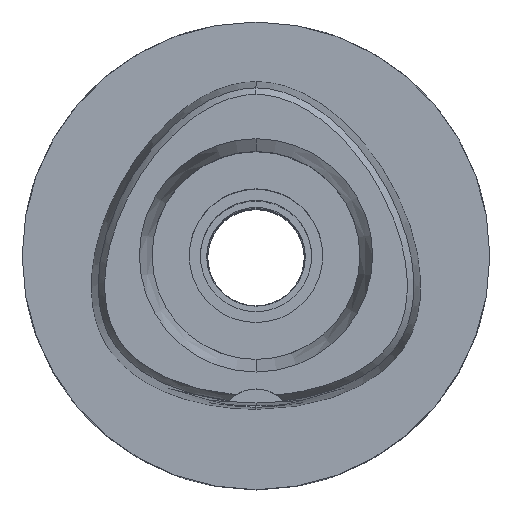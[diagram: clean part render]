
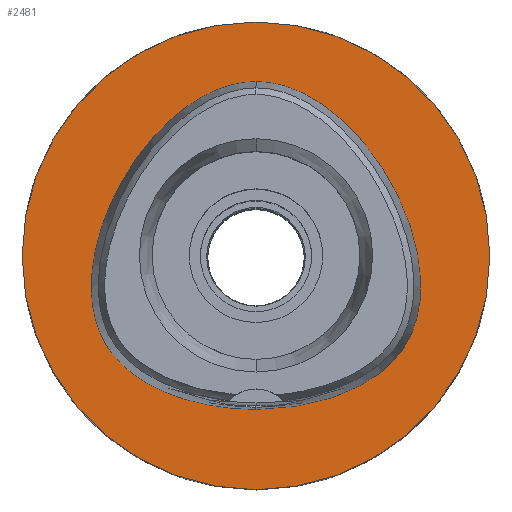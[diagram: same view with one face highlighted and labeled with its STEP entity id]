
A CAD part, top view. The second image highlights one B-rep face of the part: STEP entity #2481.
In plain terms, the highlighted planar face has unit normal (0, 0, 1).
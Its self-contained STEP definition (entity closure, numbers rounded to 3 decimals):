
#303=CARTESIAN_POINT('',(0.,0.,0.));
#304=DIRECTION('',(0.,0.,-1.));
#305=DIRECTION('',(0.,-1.,0.));
#306=AXIS2_PLACEMENT_3D('',#303,#304,#305);
#311=CARTESIAN_POINT('',(0.,0.,0.));
#312=DIRECTION('',(0.,0.,-1.));
#313=DIRECTION('',(0.,1.,0.));
#314=AXIS2_PLACEMENT_3D('',#311,#312,#313);
#319=CARTESIAN_POINT('',(0.,-20.675,0.));
#320=CARTESIAN_POINT('',(0.97,-20.675,0.));
#321=CARTESIAN_POINT('',(2.869,-20.597,
0.));
#322=CARTESIAN_POINT('',(5.629,-20.259,0.));
#323=CARTESIAN_POINT('',(8.213,-19.725,0.));
#324=CARTESIAN_POINT('',(10.557,-19.03,0.));
#325=CARTESIAN_POINT('',(12.628,-18.214,0.));
#326=CARTESIAN_POINT('',(14.428,-17.313,0.));
#327=CARTESIAN_POINT('',(15.98,-16.348,0.));
#328=CARTESIAN_POINT('',(17.294,-15.344,0.));
#329=CARTESIAN_POINT('',(18.408,-14.304,0.));
#330=CARTESIAN_POINT('',(19.342,-13.236,0.));
#331=CARTESIAN_POINT('',(20.127,-12.124,0.));
#332=CARTESIAN_POINT('',(20.777,-10.944,0.));
#333=CARTESIAN_POINT('',(21.305,-9.681,0.));
#334=CARTESIAN_POINT('',(21.724,-8.295,0.));
#335=CARTESIAN_POINT('',(22.023,-6.764,0.));
#336=CARTESIAN_POINT('',(22.187,-5.054,0.));
#337=CARTESIAN_POINT('',(22.188,-3.166,0.));
#338=CARTESIAN_POINT('',(21.999,-1.085,0.));
#339=CARTESIAN_POINT('',(21.588,1.184,0.));
#340=CARTESIAN_POINT('',(20.93,3.612,0.));
#341=CARTESIAN_POINT('',(20.006,6.153,0.));
#342=CARTESIAN_POINT('',(18.824,8.726,0.));
#343=CARTESIAN_POINT('',(17.412,11.239,0.));
#344=CARTESIAN_POINT('',(15.816,13.607,0.));
#345=CARTESIAN_POINT('',(14.103,15.748,0.));
#346=CARTESIAN_POINT('',(12.333,17.618,0.));
#347=CARTESIAN_POINT('',(10.568,19.191,0.));
#348=CARTESIAN_POINT('',(8.845,20.474,0.));
#349=CARTESIAN_POINT('',(7.189,21.49,0.));
#350=CARTESIAN_POINT('',(5.61,22.265,0.));
#351=CARTESIAN_POINT('',(4.105,22.832,0.));
#352=CARTESIAN_POINT('',(2.672,23.212,0.));
#353=CARTESIAN_POINT('',(1.306,23.429,
0.));
#354=CARTESIAN_POINT('',(0.429,23.475,
0.));
#355=CARTESIAN_POINT('',(0.,23.475,
0.));
#360=CARTESIAN_POINT('',(0.,23.475,
0.));
#361=CARTESIAN_POINT('',(-0.43,23.475,
0.));
#362=CARTESIAN_POINT('',(-1.308,23.429,
0.));
#363=CARTESIAN_POINT('',(-2.676,23.212,0.));
#364=CARTESIAN_POINT('',(-4.11,22.83,0.));
#365=CARTESIAN_POINT('',(-5.617,22.262,0.));
#366=CARTESIAN_POINT('',(-7.199,21.484,0.));
#367=CARTESIAN_POINT('',(-8.858,20.466,0.));
#368=CARTESIAN_POINT('',(-10.584,19.178,0.));
#369=CARTESIAN_POINT('',(-12.351,17.6,0.));
#370=CARTESIAN_POINT('',(-14.123,15.724,0.));
#371=CARTESIAN_POINT('',(-15.837,13.578,0.));
#372=CARTESIAN_POINT('',(-17.433,11.206,0.));
#373=CARTESIAN_POINT('',(-18.843,8.689,0.));
#374=CARTESIAN_POINT('',(-20.022,6.115,0.));
#375=CARTESIAN_POINT('',(-20.941,3.575,0.));
#376=CARTESIAN_POINT('',(-21.596,1.148,0.));
#377=CARTESIAN_POINT('',(-22.004,-1.118,0.));
#378=CARTESIAN_POINT('',(-22.189,-3.195,0.));
#379=CARTESIAN_POINT('',(-22.185,-5.083,0.));
#380=CARTESIAN_POINT('',(-22.02,-6.788,0.));
#381=CARTESIAN_POINT('',(-21.716,-8.328,0.));
#382=CARTESIAN_POINT('',(-21.296,-9.707,0.));
#383=CARTESIAN_POINT('',(-20.766,-10.966,0.));
#384=CARTESIAN_POINT('',(-20.125,-12.124,0.));
#385=CARTESIAN_POINT('',(-19.353,-13.222,0.));
#386=CARTESIAN_POINT('',(-18.428,-14.283,0.));
#387=CARTESIAN_POINT('',(-17.321,-15.321,0.));
#388=CARTESIAN_POINT('',(-16.,-16.334,0.));
#389=CARTESIAN_POINT('',(-14.452,-17.3,0.));
#390=CARTESIAN_POINT('',(-12.65,-18.205,0.));
#391=CARTESIAN_POINT('',(-10.577,-19.023,0.));
#392=CARTESIAN_POINT('',(-8.231,-19.72,0.));
#393=CARTESIAN_POINT('',(-5.64,-20.258,0.));
#394=CARTESIAN_POINT('',(-2.872,-20.597,
0.));
#395=CARTESIAN_POINT('',(-0.97,-20.675,0.));
#396=CARTESIAN_POINT('',(0.,-20.675,0.));
#1621=VERTEX_POINT('',#360);
#1622=VERTEX_POINT('',#396);
#1627=CARTESIAN_POINT('',(0.,-31.5,0.));
#1628=CARTESIAN_POINT('',(0.,31.5,0.));
#1629=VERTEX_POINT('',#1627);
#1630=VERTEX_POINT('',#1628);
#2465=CARTESIAN_POINT('',(0.,0.,0.));
#2466=DIRECTION('',(0.,0.,-1.));
#2467=DIRECTION('',(0.,-1.,0.));
#2468=AXIS2_PLACEMENT_3D('',#2465,#2466,#2467);
#2469=PLANE('',#2468);
#2471=ORIENTED_EDGE('',*,*,#2470,.T.);
#2473=ORIENTED_EDGE('',*,*,#2472,.T.);
#2474=EDGE_LOOP('',(#2471,#2473));
#2475=FACE_OUTER_BOUND('',#2474,.F.);
#2477=ORIENTED_EDGE('',*,*,#2476,.T.);
#2478=ORIENTED_EDGE('',*,*,#2448,.T.);
#2479=EDGE_LOOP('',(#2477,#2478));
#2480=FACE_BOUND('',#2479,.F.);
#307=CIRCLE('',#306,31.5);
#315=CIRCLE('',#314,31.5);
#356=B_SPLINE_CURVE_WITH_KNOTS('',3,(#319,#320,#321,#322,#323,#324,#325,#326,
#327,#328,#329,#330,#331,#332,#333,#334,#335,#336,#337,#338,#339,#340,#341,#342,
#343,#344,#345,#346,#347,#348,#349,#350,#351,#352,#353,#354,#355),.UNSPECIFIED.,
.F.,.F.,(4,1,1,1,1,1,1,1,1,1,1,1,1,1,1,1,1,1,1,1,1,1,1,1,1,1,1,1,1,1,1,1,1,1,4),
(0.,0.029,0.059,0.088,0.118,
0.147,0.176,0.206,0.235,
0.265,0.294,0.324,0.353,
0.382,0.412,0.441,0.471,0.5,
0.529,0.559,0.588,0.618,
0.647,0.676,0.706,0.735,
0.765,0.794,0.824,0.853,
0.882,0.912,0.941,0.971,1.),
.UNSPECIFIED.);
#397=B_SPLINE_CURVE_WITH_KNOTS('',3,(#360,#361,#362,#363,#364,#365,#366,#367,
#368,#369,#370,#371,#372,#373,#374,#375,#376,#377,#378,#379,#380,#381,#382,#383,
#384,#385,#386,#387,#388,#389,#390,#391,#392,#393,#394,#395,#396),.UNSPECIFIED.,
.F.,.F.,(4,1,1,1,1,1,1,1,1,1,1,1,1,1,1,1,1,1,1,1,1,1,1,1,1,1,1,1,1,1,1,1,1,1,4),
(0.,0.029,0.059,0.088,0.118,
0.147,0.176,0.206,0.235,
0.265,0.294,0.324,0.353,
0.382,0.412,0.441,0.471,0.5,
0.529,0.559,0.588,0.618,
0.647,0.676,0.706,0.735,
0.765,0.794,0.824,0.853,
0.882,0.912,0.941,0.971,1.),
.UNSPECIFIED.);
#2448=EDGE_CURVE('',#1621,#1622,#397,.T.);
#2470=EDGE_CURVE('',#1629,#1630,#307,.T.);
#2472=EDGE_CURVE('',#1630,#1629,#315,.T.);
#2476=EDGE_CURVE('',#1622,#1621,#356,.T.);
#2481=ADVANCED_FACE('',(#2475,#2480),#2469,.F.);
